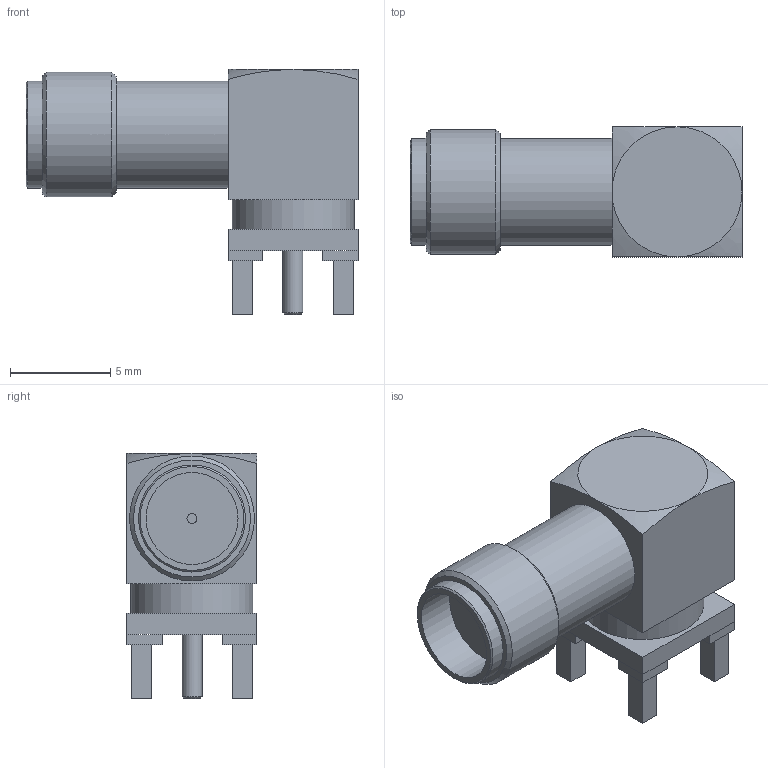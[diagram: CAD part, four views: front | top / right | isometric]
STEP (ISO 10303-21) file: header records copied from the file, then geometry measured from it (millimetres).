
FILE_DESCRIPTION(('FreeCAD Model'),'2;1');
FILE_NAME('Open CASCADE Shape Model','2025-06-06T17:39:48',(''),(''), 'Open CASCADE STEP processor 7.8','FreeCAD','Unknown');
FILE_SCHEMA(('AUTOMOTIVE_DESIGN { 1 0 10303 214 1 1 1 1 }'));
Length unit declared in the file: millimetre
Products named in the file (1): Body
Bounding box: 16.6 x 6.5 x 12.25 mm (x, y, z)
Volume: 603.7 mm3; surface area: 623.6 mm2
Topology: 1 solids, 1 shells, 73 faces, 157 edges, 98 vertices
Faces by surface type: plane 58, cylinder 7, cone 4, revolution 4
Full cylindrical faces by diameter (mm): 0.5 x1, 1 x1, 4.6 x1, 5.35 x2, 6.1 x1, 6.25 x1
Entity records: 5154 total; most frequent: CARTESIAN_POINT 1871, DIRECTION 603, LINE 403, VECTOR 403, ORIENTED_EDGE 314, PCURVE 314, DEFINITIONAL_REPRESENTATION 314, EDGE_CURVE 157
